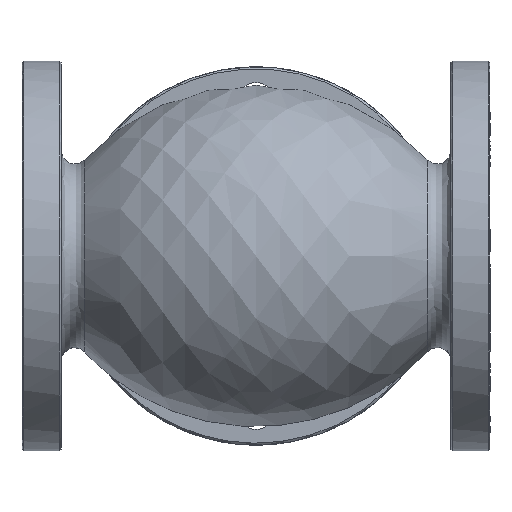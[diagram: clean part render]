
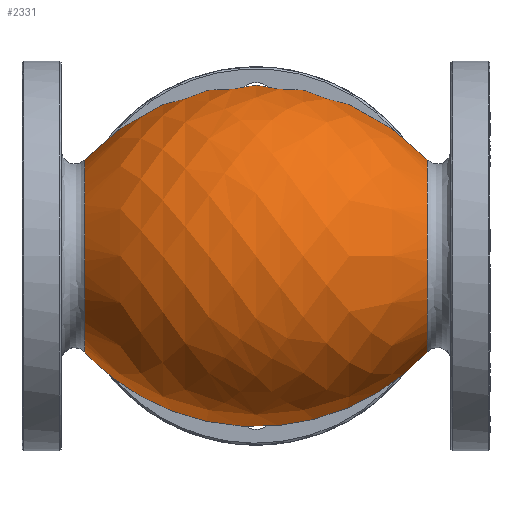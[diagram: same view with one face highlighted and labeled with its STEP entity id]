
A CAD part, front view. The second image highlights one B-rep face of the part: STEP entity #2331.
In plain terms, the highlighted free-form (B-spline) face has degree [2, 2] with [5, 9] control points.
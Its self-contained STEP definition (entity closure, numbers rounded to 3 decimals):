
#2147 = VERTEX_POINT('',#2148);
#2148 = CARTESIAN_POINT('',(-84.246,82.822,
    0.));
#2184 = EDGE_CURVE('',#2147,#2147,#2185,.T.);
#2185 = B_SPLINE_CURVE_WITH_KNOTS('',3,(#2186,#2187,#2188,#2189,#2190,
    #2191,#2192,#2193,#2194,#2195,#2196,#2197,#2198,#2199,#2200,#2201,
    #2202,#2203,#2204,#2205,#2206,#2207,#2208,#2209),.UNSPECIFIED.,.T.,
  .F.,(1,3,1,1,1,1,1,1,1,1,1,1,1,1,1,1,1,1,1,1,1,1,3,1),(-10.667
    ,-9.333,-8.,-6.666,-3.999,
    -2.22,-0.442,1.336,3.114,
    4.892,6.67,8.449,10.227,
    12.005,13.783,15.561,17.339,
    19.118,20.896,22.674,25.341,
    26.675,28.009,29.342),.UNSPECIFIED.);
#2186 = CARTESIAN_POINT('',(-84.246,82.822,
    0.));
#2187 = CARTESIAN_POINT('',(-84.246,82.822,
    5.915));
#2188 = CARTESIAN_POINT('',(-82.809,82.523,
    17.742));
#2189 = CARTESIAN_POINT('',(-74.407,80.854,
    40.29));
#2190 = CARTESIAN_POINT('',(-57.028,77.76,
    61.087));
#2191 = CARTESIAN_POINT('',(-31.345,74.863,
    75.452));
#2192 = CARTESIAN_POINT('',(-6.427,73.597,
    81.012));
#2193 = CARTESIAN_POINT('',(19.118,74.034,
    79.137));
#2194 = CARTESIAN_POINT('',(42.841,76.004,
    70.07));
#2195 = CARTESIAN_POINT('',(62.672,78.761,
    54.822));
#2196 = CARTESIAN_POINT('',(76.996,81.345,
    34.865));
#2197 = CARTESIAN_POINT('',(84.559,82.885,
    11.955));
#2198 = CARTESIAN_POINT('',(84.561,82.886,
    -11.955));
#2199 = CARTESIAN_POINT('',(76.995,81.345,
    -34.864));
#2200 = CARTESIAN_POINT('',(62.672,78.761,
    -54.822));
#2201 = CARTESIAN_POINT('',(42.841,76.004,
    -70.07));
#2202 = CARTESIAN_POINT('',(19.118,74.033,
    -79.138));
#2203 = CARTESIAN_POINT('',(-6.426,73.598,
    -81.011));
#2204 = CARTESIAN_POINT('',(-31.346,74.862,
    -75.452));
#2205 = CARTESIAN_POINT('',(-57.029,77.761,
    -61.086));
#2206 = CARTESIAN_POINT('',(-74.407,80.853,
    -40.291));
#2207 = CARTESIAN_POINT('',(-82.809,82.523,
    -17.742));
#2208 = CARTESIAN_POINT('',(-84.246,82.822,
    -5.915));
#2209 = CARTESIAN_POINT('',(-84.246,82.822,
    0.));
#2331 = ADVANCED_FACE('',(#2332,#2365),#2368,.F.);
#2332 = FACE_BOUND('',#2333,.F.);
#2333 = EDGE_LOOP('',(#2334,#2344,#2354,#2355));
#2334 = ORIENTED_EDGE('',*,*,#2335,.T.);
#2335 = EDGE_CURVE('',#2336,#2338,#2340,.T.);
#2336 = VERTEX_POINT('',#2337);
#2337 = CARTESIAN_POINT('',(109.328,0.,
    -61.237));
#2338 = VERTEX_POINT('',#2339);
#2339 = CARTESIAN_POINT('',(-109.328,0.,
    -61.237));
#2340 = ( BOUNDED_CURVE() B_SPLINE_CURVE(2,(#2341,#2342,#2343),
.UNSPECIFIED.,.F.,.F.) B_SPLINE_CURVE_WITH_KNOTS((3,3),(5.462,
7.105),.PIECEWISE_BEZIER_KNOTS.) CURVE() 
GEOMETRIC_REPRESENTATION_ITEM() RATIONAL_B_SPLINE_CURVE((1.,
0.681,1.)) REPRESENTATION_ITEM('') );
#2341 = CARTESIAN_POINT('',(109.328,0.,
    -61.237));
#2342 = CARTESIAN_POINT('',(0.,0.,
    -178.798));
#2343 = CARTESIAN_POINT('',(-109.328,0.,
    -61.237));
#2344 = ORIENTED_EDGE('',*,*,#2345,.F.);
#2345 = EDGE_CURVE('',#2338,#2338,#2346,.T.);
#2346 = ( BOUNDED_CURVE() B_SPLINE_CURVE(2,(#2347,#2348,#2349,#2350,
#2351,#2352,#2353),.UNSPECIFIED.,.T.,.F.) B_SPLINE_CURVE_WITH_KNOTS((3,2
    ,2,3),(3.142,5.236,7.33,9.425),
.PIECEWISE_BEZIER_KNOTS.) CURVE() GEOMETRIC_REPRESENTATION_ITEM() 
RATIONAL_B_SPLINE_CURVE((1.,0.5,1.,0.5,1.,0.5,1.)) REPRESENTATION_ITEM(
  '') );
#2347 = CARTESIAN_POINT('',(-109.328,0.,
    -61.237));
#2348 = CARTESIAN_POINT('',(-109.328,106.065,
    -61.237));
#2349 = CARTESIAN_POINT('',(-109.328,53.033,
    30.618));
#2350 = CARTESIAN_POINT('',(-109.328,0.,
    122.473));
#2351 = CARTESIAN_POINT('',(-109.328,-53.033,
    30.618));
#2352 = CARTESIAN_POINT('',(-109.328,-106.065,
    -61.237));
#2353 = CARTESIAN_POINT('',(-109.328,0.,
    -61.237));
#2354 = ORIENTED_EDGE('',*,*,#2335,.F.);
#2355 = ORIENTED_EDGE('',*,*,#2356,.T.);
#2356 = EDGE_CURVE('',#2336,#2336,#2357,.T.);
#2357 = ( BOUNDED_CURVE() B_SPLINE_CURVE(2,(#2358,#2359,#2360,#2361,
#2362,#2363,#2364),.UNSPECIFIED.,.T.,.F.) B_SPLINE_CURVE_WITH_KNOTS((3,2
    ,2,3),(3.142,5.236,7.33,9.425),
.PIECEWISE_BEZIER_KNOTS.) CURVE() GEOMETRIC_REPRESENTATION_ITEM() 
RATIONAL_B_SPLINE_CURVE((1.,0.5,1.,0.5,1.,0.5,1.)) REPRESENTATION_ITEM(
  '') );
#2358 = CARTESIAN_POINT('',(109.328,0.,
    -61.237));
#2359 = CARTESIAN_POINT('',(109.328,106.065,
    -61.237));
#2360 = CARTESIAN_POINT('',(109.328,53.033,
    30.618));
#2361 = CARTESIAN_POINT('',(109.328,0.,
    122.473));
#2362 = CARTESIAN_POINT('',(109.328,-53.033,
    30.618));
#2363 = CARTESIAN_POINT('',(109.328,-106.065,
    -61.237));
#2364 = CARTESIAN_POINT('',(109.328,0.,
    -61.237));
#2365 = FACE_BOUND('',#2366,.F.);
#2366 = EDGE_LOOP('',(#2367));
#2367 = ORIENTED_EDGE('',*,*,#2184,.T.);
#2368 = ( BOUNDED_SURFACE() B_SPLINE_SURFACE(2,2,(
    (#2369,#2370,#2371,#2372,#2373,#2374,#2375,#2376,#2377)
    ,(#2378,#2379,#2380,#2381,#2382,#2383,#2384,#2385,#2386)
    ,(#2387,#2388,#2389,#2390,#2391,#2392,#2393,#2394,#2395)
    ,(#2396,#2397,#2398,#2399,#2400,#2401,#2402,#2403,#2404)
    ,(#2405,#2406,#2407,#2408,#2409,#2410,#2411,#2412,#2413
)),.UNSPECIFIED.,.F.,.T.,.F.) B_SPLINE_SURFACE_WITH_KNOTS((3,2,3),(1,2,2
    ,2,2,2,1),(-0.822,0.,0.822),(-4.712,
    -3.142,-1.571,0.,1.571,3.142,
4.712),.UNSPECIFIED.) GEOMETRIC_REPRESENTATION_ITEM() 
RATIONAL_B_SPLINE_SURFACE((
    (1.,0.707,1.,0.707,1.,0.707,1.
      ,0.707,1.)
    ,(0.917,0.648,0.917,0.648
      ,0.917,0.648,0.917,0.648
      ,0.917)
    ,(1.,0.707,1.,0.707,1.,0.707,1.
      ,0.707,1.)
    ,(0.917,0.648,0.917,0.648
      ,0.917,0.648,0.917,0.648
      ,0.917)
    ,(1.,0.707,1.,0.707,1.,0.707,1.
,0.707,1.))) REPRESENTATION_ITEM('') SURFACE() );
#2369 = CARTESIAN_POINT('',(-109.328,0.,
    -61.237));
#2370 = CARTESIAN_POINT('',(-109.328,61.237,
    -61.237));
#2371 = CARTESIAN_POINT('',(-109.328,61.237,
    0.));
#2372 = CARTESIAN_POINT('',(-109.328,61.237,
    61.237));
#2373 = CARTESIAN_POINT('',(-109.328,0.,
    61.237));
#2374 = CARTESIAN_POINT('',(-109.328,-61.237,
    61.237));
#2375 = CARTESIAN_POINT('',(-109.328,-61.237,
    0.));
#2376 = CARTESIAN_POINT('',(-109.328,-61.237,
    -61.237));
#2377 = CARTESIAN_POINT('',(-109.328,0.,
    -61.237));
#2378 = CARTESIAN_POINT('',(-65.037,0.,
    -108.862));
#2379 = CARTESIAN_POINT('',(-65.037,108.862,
    -108.862));
#2380 = CARTESIAN_POINT('',(-65.037,108.862,
    0.));
#2381 = CARTESIAN_POINT('',(-65.037,108.862,
    108.862));
#2382 = CARTESIAN_POINT('',(-65.037,0.,
    108.862));
#2383 = CARTESIAN_POINT('',(-65.037,-108.862,
    108.862));
#2384 = CARTESIAN_POINT('',(-65.037,-108.862,
    0.));
#2385 = CARTESIAN_POINT('',(-65.037,-108.862,
    -108.862));
#2386 = CARTESIAN_POINT('',(-65.037,0.,
    -108.862));
#2387 = CARTESIAN_POINT('',(0.,0.,-108.862));
#2388 = CARTESIAN_POINT('',(0.,108.862,-108.862));
#2389 = CARTESIAN_POINT('',(0.,108.862,0.));
#2390 = CARTESIAN_POINT('',(0.,108.862,108.862));
#2391 = CARTESIAN_POINT('',(0.,0.,108.862));
#2392 = CARTESIAN_POINT('',(0.,-108.862,108.862));
#2393 = CARTESIAN_POINT('',(0.,-108.862,0.));
#2394 = CARTESIAN_POINT('',(0.,-108.862,-108.862));
#2395 = CARTESIAN_POINT('',(0.,0.,-108.862));
#2396 = CARTESIAN_POINT('',(65.037,0.,
    -108.862));
#2397 = CARTESIAN_POINT('',(65.037,108.862,
    -108.862));
#2398 = CARTESIAN_POINT('',(65.037,108.862,
    0.));
#2399 = CARTESIAN_POINT('',(65.037,108.862,
    108.862));
#2400 = CARTESIAN_POINT('',(65.037,0.,
    108.862));
#2401 = CARTESIAN_POINT('',(65.037,-108.862,
    108.862));
#2402 = CARTESIAN_POINT('',(65.037,-108.862,
    0.));
#2403 = CARTESIAN_POINT('',(65.037,-108.862,
    -108.862));
#2404 = CARTESIAN_POINT('',(65.037,0.,
    -108.862));
#2405 = CARTESIAN_POINT('',(109.328,0.,
    -61.237));
#2406 = CARTESIAN_POINT('',(109.328,61.237,
    -61.237));
#2407 = CARTESIAN_POINT('',(109.328,61.237,
    0.));
#2408 = CARTESIAN_POINT('',(109.328,61.237,
    61.237));
#2409 = CARTESIAN_POINT('',(109.328,0.,
    61.237));
#2410 = CARTESIAN_POINT('',(109.328,-61.237,
    61.237));
#2411 = CARTESIAN_POINT('',(109.328,-61.237,
    0.));
#2412 = CARTESIAN_POINT('',(109.328,-61.237,
    -61.237));
#2413 = CARTESIAN_POINT('',(109.328,0.,
    -61.237));
